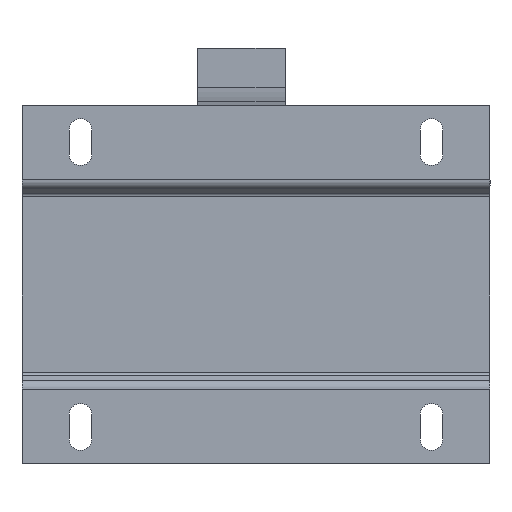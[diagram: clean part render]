
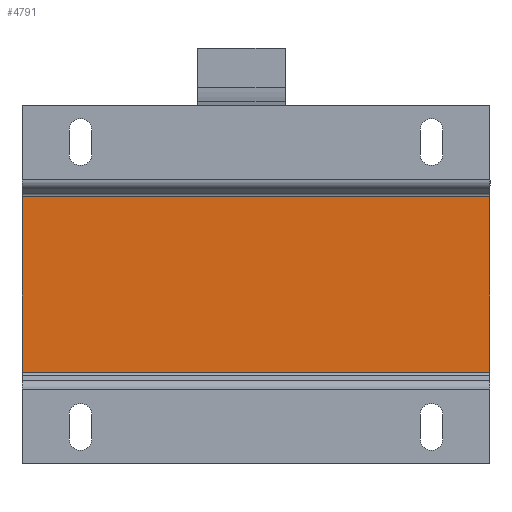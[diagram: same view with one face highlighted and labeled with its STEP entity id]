
A CAD part, front view. The second image highlights one B-rep face of the part: STEP entity #4791.
In plain terms, the highlighted planar face has unit normal (0, -1, 0).
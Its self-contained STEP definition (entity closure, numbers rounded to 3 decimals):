
#131 = EDGE_LOOP ( 'NONE', ( #4384, #850, #4906, #1010 ) ) ;
#290 = LINE ( 'NONE', #3319, #3141 ) ;
#298 = VERTEX_POINT ( 'NONE', #3073 ) ;
#299 = CARTESIAN_POINT ( 'NONE',  ( 0., -51.5, -22.5 ) ) ;
#644 = VECTOR ( 'NONE', #1017, 1000. ) ;
#850 = ORIENTED_EDGE ( 'NONE', *, *, #3625, .F. ) ;
#881 = VECTOR ( 'NONE', #1487, 1000. ) ;
#1006 = EDGE_CURVE ( 'NONE', #2801, #298, #4487, .T. ) ;
#1010 = ORIENTED_EDGE ( 'NONE', *, *, #1472, .F. ) ;
#1017 = DIRECTION ( 'NONE',  ( 0., 0., -1. ) ) ;
#1180 = LINE ( 'NONE', #2290, #2731 ) ;
#1197 = EDGE_CURVE ( 'NONE', #3454, #1715, #1180, .T. ) ;
#1323 = CARTESIAN_POINT ( 'NONE',  ( 60., -51.5, 22.5 ) ) ;
#1324 = FACE_OUTER_BOUND ( 'NONE', #131, .T. ) ;
#1472 = EDGE_CURVE ( 'NONE', #298, #1715, #290, .T. ) ;
#1487 = DIRECTION ( 'NONE',  ( -1., 0., 0. ) ) ;
#1715 = VERTEX_POINT ( 'NONE', #2483 ) ;
#1783 = DIRECTION ( 'NONE',  ( 1., 0., 0. ) ) ;
#2014 = AXIS2_PLACEMENT_3D ( 'NONE', #2127, #4398, #1783 ) ;
#2127 = CARTESIAN_POINT ( 'NONE',  ( 0., -51.5, 0. ) ) ;
#2290 = CARTESIAN_POINT ( 'NONE',  ( 0., -51.5, 22.5 ) ) ;
#2483 = CARTESIAN_POINT ( 'NONE',  ( -60., -51.5, 22.5 ) ) ;
#2731 = VECTOR ( 'NONE', #3519, 1000. ) ;
#2801 = VERTEX_POINT ( 'NONE', #4447 ) ;
#3073 = CARTESIAN_POINT ( 'NONE',  ( -60., -51.5, -22.5 ) ) ;
#3141 = VECTOR ( 'NONE', #4839, 1000. ) ;
#3287 = PLANE ( 'NONE',  #2014 ) ;
#3319 = CARTESIAN_POINT ( 'NONE',  ( -60., -51.5, 46. ) ) ;
#3454 = VERTEX_POINT ( 'NONE', #1323 ) ;
#3519 = DIRECTION ( 'NONE',  ( -1., 0., 0. ) ) ;
#3625 = EDGE_CURVE ( 'NONE', #3454, #2801, #3739, .T. ) ;
#3739 = LINE ( 'NONE', #4472, #644 ) ;
#4384 = ORIENTED_EDGE ( 'NONE', *, *, #1006, .F. ) ;
#4398 = DIRECTION ( 'NONE',  ( 0., 1., 0. ) ) ;
#4447 = CARTESIAN_POINT ( 'NONE',  ( 60., -51.5, -22.5 ) ) ;
#4472 = CARTESIAN_POINT ( 'NONE',  ( 60., -51.5, 46. ) ) ;
#4487 = LINE ( 'NONE', #299, #881 ) ;
#4791 = ADVANCED_FACE ( 'NONE', ( #1324 ), #3287, .F. ) ;
#4839 = DIRECTION ( 'NONE',  ( 0., 0., 1. ) ) ;
#4906 = ORIENTED_EDGE ( 'NONE', *, *, #1197, .T. ) ;
